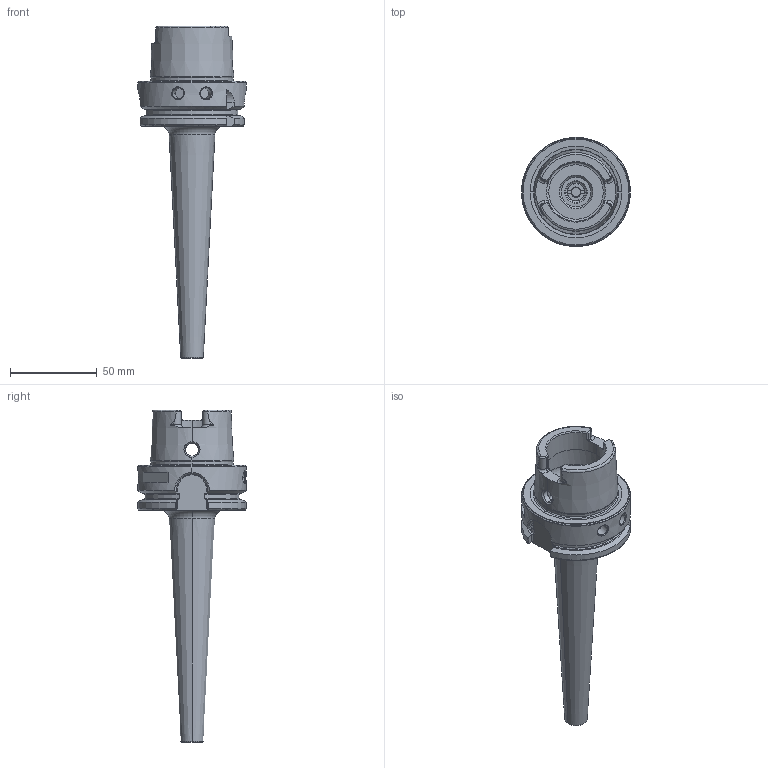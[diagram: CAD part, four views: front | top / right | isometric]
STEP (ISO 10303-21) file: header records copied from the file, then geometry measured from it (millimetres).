
FILE_DESCRIPTION (( 'STEP AP214' ), '1' );
FILE_NAME ('Assem1.STEP', '2016-03-22T09:02:56', ( '' ), ( '' ), 'SwSTEP 2.0', 'SolidWorks 2014', '' );
FILE_SCHEMA (( 'AUTOMOTIVE_DESIGN' ));
Length unit declared in the file: millimetre
Products named in the file (4): LOCK SCREW1; BOLT1; HSK63-DMC06 GP.-150 COLLET CHUCK; Assem1
Assembly tree (3 placements, depth 2):
  Assem1
    HSK63-DMC06 GP.-150 COLLET CHUCK
    BOLT1
    LOCK SCREW1
Bounding box: 63 x 63 x 191.9 mm (x, y, z)
Volume: 119072.5 mm3; surface area: 35714.6 mm2
Topology: 3 solids, 3 shells, 271 faces, 679 edges, 423 vertices
Faces by surface type: cylinder 83, plane 83, cone 54, torus 39, bspline 12
Entity records: 16513 total; most frequent: CARTESIAN_POINT 9862, ORIENTED_EDGE 1358, DIRECTION 1290, EDGE_CURVE 679, AXIS2_PLACEMENT_3D 518, VERTEX_POINT 423, EDGE_LOOP 288, ADVANCED_FACE 271
